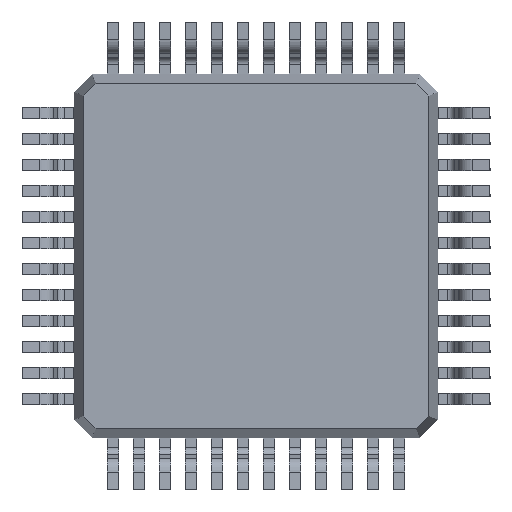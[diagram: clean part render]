
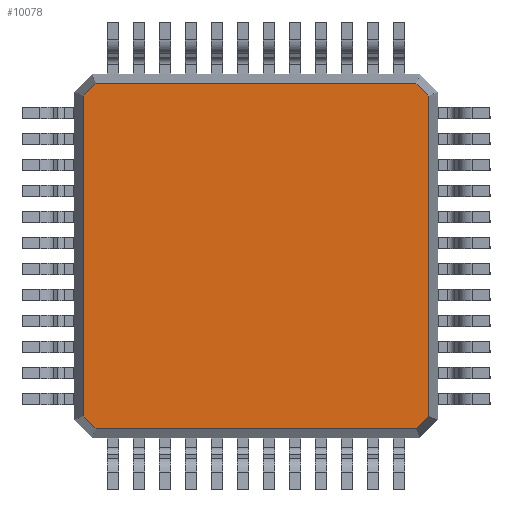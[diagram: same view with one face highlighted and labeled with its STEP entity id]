
A CAD part, front view. The second image highlights one B-rep face of the part: STEP entity #10078.
In plain terms, the highlighted planar face has unit normal (0, -1, 0).
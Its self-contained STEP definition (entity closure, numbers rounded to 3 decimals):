
#106 = VECTOR ( 'NONE', #17900, 1000. ) ;
#283 = LINE ( 'NONE', #15491, #17533 ) ;
#812 = CARTESIAN_POINT ( 'NONE',  ( 3.375, 0.15, 3.025 ) ) ;
#1047 = VERTEX_POINT ( 'NONE', #13374 ) ;
#1989 = VECTOR ( 'NONE', #4458, 1000. ) ;
#2239 = VERTEX_POINT ( 'NONE', #11334 ) ;
#3133 = EDGE_CURVE ( 'NONE', #19468, #10526, #22371, .T. ) ;
#3330 = DIRECTION ( 'NONE',  ( 0.707, 0., 0.707 ) ) ;
#3581 = PLANE ( 'NONE',  #5936 ) ;
#4110 = DIRECTION ( 'NONE',  ( 0., 0., 1. ) ) ;
#4201 = LINE ( 'NONE', #4424, #12827 ) ;
#4424 = CARTESIAN_POINT ( 'NONE',  ( 3.15, 0.15, 3.323 ) ) ;
#4458 = DIRECTION ( 'NONE',  ( 0.707, 0., -0.707 ) ) ;
#4713 = LINE ( 'NONE', #15941, #21414 ) ;
#4916 = CARTESIAN_POINT ( 'NONE',  ( 3.077, 0.15, -3.323 ) ) ;
#5736 = ORIENTED_EDGE ( 'NONE', *, *, #3133, .T. ) ;
#5936 = AXIS2_PLACEMENT_3D ( 'NONE', #15615, #17357, #20805 ) ;
#5997 = ORIENTED_EDGE ( 'NONE', *, *, #7532, .T. ) ;
#6698 = CARTESIAN_POINT ( 'NONE',  ( 3.323, 0.15, -3.077 ) ) ;
#7013 = VERTEX_POINT ( 'NONE', #6698 ) ;
#7532 = EDGE_CURVE ( 'NONE', #17389, #19468, #4201, .T. ) ;
#8963 = LINE ( 'NONE', #18593, #17044 ) ;
#9050 = DIRECTION ( 'NONE',  ( -0.707, 0., -0.707 ) ) ;
#9579 = CARTESIAN_POINT ( 'NONE',  ( -3.375, 0.15, -3.025 ) ) ;
#9835 = DIRECTION ( 'NONE',  ( -1., 0., 0. ) ) ;
#9907 = EDGE_CURVE ( 'NONE', #10526, #2239, #22313, .T. ) ;
#10078 = ADVANCED_FACE ( 'NONE', ( #19296 ), #3581, .T. ) ;
#10526 = VERTEX_POINT ( 'NONE', #21896 ) ;
#10854 = LINE ( 'NONE', #812, #106 ) ;
#11334 = CARTESIAN_POINT ( 'NONE',  ( -3.323, 0.15, -3.077 ) ) ;
#11455 = DIRECTION ( 'NONE',  ( 1., 0., 0. ) ) ;
#12001 = VERTEX_POINT ( 'NONE', #14271 ) ;
#12359 = EDGE_LOOP ( 'NONE', ( #16338, #5997, #5736, #14879, #20710, #20509, #21208, #19765 ) ) ;
#12729 = EDGE_CURVE ( 'NONE', #7013, #1047, #4713, .T. ) ;
#12827 = VECTOR ( 'NONE', #9835, 1000. ) ;
#13183 = EDGE_CURVE ( 'NONE', #2239, #12001, #16825, .T. ) ;
#13374 = CARTESIAN_POINT ( 'NONE',  ( 3.323, 0.15, 3.077 ) ) ;
#13846 = CARTESIAN_POINT ( 'NONE',  ( -3.025, 0.15, 3.375 ) ) ;
#13969 = CARTESIAN_POINT ( 'NONE',  ( -3.323, 0.15, 3.15 ) ) ;
#14073 = EDGE_CURVE ( 'NONE', #1047, #17389, #10854, .T. ) ;
#14271 = CARTESIAN_POINT ( 'NONE',  ( -3.077, 0.15, -3.323 ) ) ;
#14879 = ORIENTED_EDGE ( 'NONE', *, *, #9907, .T. ) ;
#15491 = CARTESIAN_POINT ( 'NONE',  ( 3.025, 0.15, -3.375 ) ) ;
#15615 = CARTESIAN_POINT ( 'NONE',  ( 0., 0.15, 0. ) ) ;
#15697 = DIRECTION ( 'NONE',  ( 0., 0., -1. ) ) ;
#15941 = CARTESIAN_POINT ( 'NONE',  ( 3.323, 0.15, -3.15 ) ) ;
#16338 = ORIENTED_EDGE ( 'NONE', *, *, #14073, .T. ) ;
#16699 = VECTOR ( 'NONE', #9050, 1000. ) ;
#16825 = LINE ( 'NONE', #9579, #1989 ) ;
#17044 = VECTOR ( 'NONE', #11455, 1000. ) ;
#17357 = DIRECTION ( 'NONE',  ( 0., -1., 0. ) ) ;
#17389 = VERTEX_POINT ( 'NONE', #17998 ) ;
#17533 = VECTOR ( 'NONE', #3330, 1000. ) ;
#17900 = DIRECTION ( 'NONE',  ( -0.707, 0., 0.707 ) ) ;
#17998 = CARTESIAN_POINT ( 'NONE',  ( 3.077, 0.15, 3.323 ) ) ;
#18593 = CARTESIAN_POINT ( 'NONE',  ( -3.15, 0.15, -3.323 ) ) ;
#19296 = FACE_OUTER_BOUND ( 'NONE', #12359, .T. ) ;
#19468 = VERTEX_POINT ( 'NONE', #21223 ) ;
#19765 = ORIENTED_EDGE ( 'NONE', *, *, #12729, .T. ) ;
#20432 = EDGE_CURVE ( 'NONE', #12001, #20487, #8963, .T. ) ;
#20487 = VERTEX_POINT ( 'NONE', #4916 ) ;
#20509 = ORIENTED_EDGE ( 'NONE', *, *, #20432, .T. ) ;
#20710 = ORIENTED_EDGE ( 'NONE', *, *, #13183, .T. ) ;
#20805 = DIRECTION ( 'NONE',  ( 0., 0., -1. ) ) ;
#21208 = ORIENTED_EDGE ( 'NONE', *, *, #21380, .T. ) ;
#21223 = CARTESIAN_POINT ( 'NONE',  ( -3.077, 0.15, 3.323 ) ) ;
#21380 = EDGE_CURVE ( 'NONE', #20487, #7013, #283, .T. ) ;
#21414 = VECTOR ( 'NONE', #4110, 1000. ) ;
#21787 = VECTOR ( 'NONE', #15697, 1000. ) ;
#21896 = CARTESIAN_POINT ( 'NONE',  ( -3.323, 0.15, 3.077 ) ) ;
#22313 = LINE ( 'NONE', #13969, #21787 ) ;
#22371 = LINE ( 'NONE', #13846, #16699 ) ;
